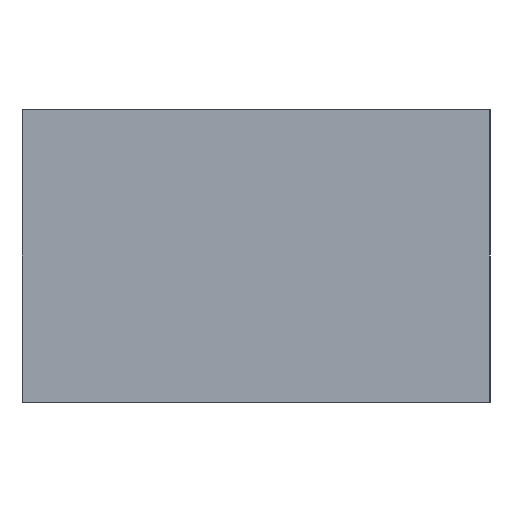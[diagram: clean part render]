
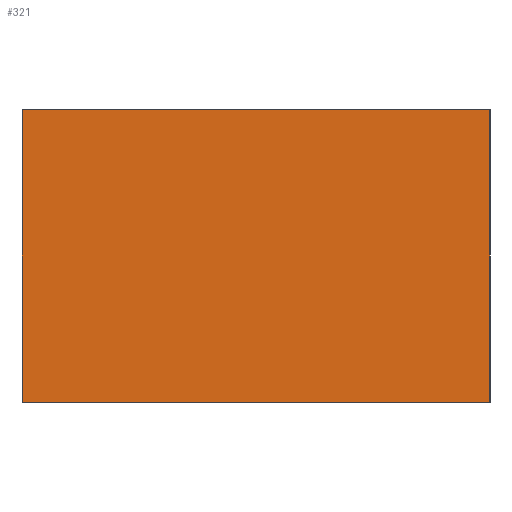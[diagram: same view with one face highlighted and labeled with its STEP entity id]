
A CAD part, left-side view. The second image highlights one B-rep face of the part: STEP entity #321.
In plain terms, the highlighted planar face has unit normal (-1, 0, 0).
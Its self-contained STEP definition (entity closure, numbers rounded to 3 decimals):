
#41 = VERTEX_POINT ( 'NONE', #2122 ) ;
#308 = DIRECTION ( 'NONE',  ( 1., 0., 0. ) ) ;
#321 = ADVANCED_FACE ( 'NONE', ( #2042 ), #1185, .F. ) ;
#328 = VECTOR ( 'NONE', #1260, 1000. ) ;
#348 = CARTESIAN_POINT ( 'NONE',  ( -3., 25., 0. ) ) ;
#426 = VERTEX_POINT ( 'NONE', #348 ) ;
#432 = VERTEX_POINT ( 'NONE', #1507 ) ;
#650 = DIRECTION ( 'NONE',  ( 0., 1., 0. ) ) ;
#676 = ORIENTED_EDGE ( 'NONE', *, *, #1455, .F. ) ;
#769 = DIRECTION ( 'NONE',  ( 0., 0., -1. ) ) ;
#813 = DIRECTION ( 'NONE',  ( 0., 0., -1. ) ) ;
#898 = ORIENTED_EDGE ( 'NONE', *, *, #952, .T. ) ;
#952 = EDGE_CURVE ( 'NONE', #41, #426, #2974, .T. ) ;
#1139 = AXIS2_PLACEMENT_3D ( 'NONE', #2215, #308, #769 ) ;
#1146 = VECTOR ( 'NONE', #650, 1000. ) ;
#1185 = PLANE ( 'NONE',  #1139 ) ;
#1206 = ORIENTED_EDGE ( 'NONE', *, *, #1843, .T. ) ;
#1260 = DIRECTION ( 'NONE',  ( 0., 0., -1. ) ) ;
#1295 = EDGE_LOOP ( 'NONE', ( #1987, #676, #1206, #898 ) ) ;
#1384 = LINE ( 'NONE', #2022, #1500 ) ;
#1415 = VERTEX_POINT ( 'NONE', #2530 ) ;
#1455 = EDGE_CURVE ( 'NONE', #1415, #432, #1384, .T. ) ;
#1500 = VECTOR ( 'NONE', #813, 1000. ) ;
#1507 = CARTESIAN_POINT ( 'NONE',  ( -3., -7., 0. ) ) ;
#1843 = EDGE_CURVE ( 'NONE', #1415, #41, #2318, .T. ) ;
#1987 = ORIENTED_EDGE ( 'NONE', *, *, #2312, .T. ) ;
#2022 = CARTESIAN_POINT ( 'NONE',  ( -3., -7., 20. ) ) ;
#2042 = FACE_OUTER_BOUND ( 'NONE', #1295, .T. ) ;
#2085 = VECTOR ( 'NONE', #2696, 1000. ) ;
#2122 = CARTESIAN_POINT ( 'NONE',  ( -3., 25., 20. ) ) ;
#2215 = CARTESIAN_POINT ( 'NONE',  ( -3., 0., 0. ) ) ;
#2244 = CARTESIAN_POINT ( 'NONE',  ( -3., 25., 0. ) ) ;
#2312 = EDGE_CURVE ( 'NONE', #426, #432, #2926, .T. ) ;
#2318 = LINE ( 'NONE', #2805, #1146 ) ;
#2530 = CARTESIAN_POINT ( 'NONE',  ( -3., -7., 20. ) ) ;
#2696 = DIRECTION ( 'NONE',  ( 0., -1., 0. ) ) ;
#2713 = CARTESIAN_POINT ( 'NONE',  ( -3., 0., 0. ) ) ;
#2805 = CARTESIAN_POINT ( 'NONE',  ( -3., 0., 20. ) ) ;
#2926 = LINE ( 'NONE', #2713, #2085 ) ;
#2974 = LINE ( 'NONE', #2244, #328 ) ;
